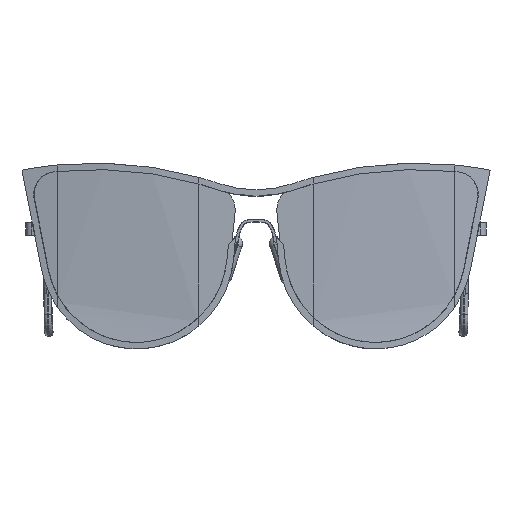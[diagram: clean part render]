
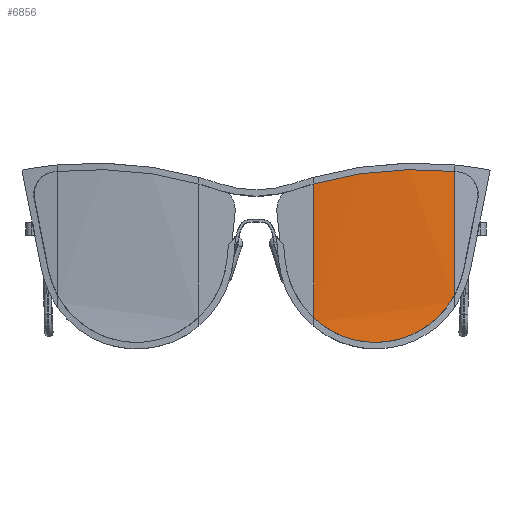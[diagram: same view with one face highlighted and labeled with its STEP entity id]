
A CAD part, top view. The second image highlights one B-rep face of the part: STEP entity #6856.
In plain terms, the highlighted cylindrical face has radius 250.8 mm (diameter 501.6 mm), a partial arc.
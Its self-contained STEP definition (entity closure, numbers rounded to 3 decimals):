
#6245 = EDGE_CURVE('',#6246,#6248,#6250,.T.);
#6246 = VERTEX_POINT('',#6247);
#6247 = CARTESIAN_POINT('',(61.314,31.689,
    -3.66));
#6248 = VERTEX_POINT('',#6249);
#6249 = CARTESIAN_POINT('',(17.763,27.851,0.15));
#6250 = B_SPLINE_CURVE_WITH_KNOTS('',3,(#6251,#6252,#6253,#6254,#6255,
    #6256,#6257,#6258,#6259,#6260),.UNSPECIFIED.,.F.,.F.,(4,2,2,2,4),(0.
    ,1.106,2.765,3.596,4.427),
  .UNSPECIFIED.);
#6251 = CARTESIAN_POINT('',(61.314,31.689,
    -3.66));
#6252 = CARTESIAN_POINT('',(57.701,32.048,
    -3.023));
#6253 = CARTESIAN_POINT('',(54.071,32.237,
    -2.465));
#6254 = CARTESIAN_POINT('',(44.945,32.284,
    -1.266));
#6255 = CARTESIAN_POINT('',(39.454,31.929,
    -0.73));
#6256 = CARTESIAN_POINT('',(31.257,30.826,
    -0.198));
#6257 = CARTESIAN_POINT('',(28.535,30.363,
    -0.067));
#6258 = CARTESIAN_POINT('',(23.123,29.249,
    0.107));
#6259 = CARTESIAN_POINT('',(20.456,28.604,0.15));
#6260 = CARTESIAN_POINT('',(17.763,27.851,0.15));
#6461 = EDGE_CURVE('',#6462,#6464,#6466,.T.);
#6462 = VERTEX_POINT('',#6463);
#6463 = CARTESIAN_POINT('',(17.763,-15.837,0.15));
#6464 = VERTEX_POINT('',#6465);
#6465 = CARTESIAN_POINT('',(61.314,-9.705,
    -3.66));
#6466 = B_SPLINE_CURVE_WITH_KNOTS('',3,(#6467,#6468,#6469,#6470,#6471,
    #6472,#6473,#6474,#6475,#6476,#6477,#6478),.UNSPECIFIED.,.F.,.F.,(4,
    2,2,2,2,4),(0.,0.38,0.941,1.508,
    2.042,2.442),.UNSPECIFIED.);
#6467 = CARTESIAN_POINT('',(17.763,-15.837,0.15));
#6468 = CARTESIAN_POINT('',(18.715,-16.67,0.15));
#6469 = CARTESIAN_POINT('',(20.301,-17.957,
    0.147));
#6470 = CARTESIAN_POINT('',(25.745,-21.071,
    0.044));
#6471 = CARTESIAN_POINT('',(29.317,-22.286,
    -0.089));
#6472 = CARTESIAN_POINT('',(36.755,-23.31,
    -0.542));
#6473 = CARTESIAN_POINT('',(40.552,-23.092,
    -0.861));
#6474 = CARTESIAN_POINT('',(47.626,-21.273,
    -1.61));
#6475 = CARTESIAN_POINT('',(50.859,-19.768,
    -2.026));
#6476 = CARTESIAN_POINT('',(55.89,-16.174,
    -2.756));
#6477 = CARTESIAN_POINT('',(58.814,-13.637,
    -3.219));
#6478 = CARTESIAN_POINT('',(61.314,-9.705,
    -3.66));
#6856 = ADVANCED_FACE('',(#6857),#6873,.T.);
#6857 = FACE_BOUND('',#6858,.T.);
#6858 = EDGE_LOOP('',(#6859,#6860,#6866,#6867));
#6859 = ORIENTED_EDGE('',*,*,#6461,.T.);
#6860 = ORIENTED_EDGE('',*,*,#6861,.F.);
#6861 = EDGE_CURVE('',#6246,#6464,#6862,.T.);
#6862 = LINE('',#6863,#6864);
#6863 = CARTESIAN_POINT('',(61.314,19.597,
    -3.66));
#6864 = VECTOR('',#6865,1.);
#6865 = DIRECTION('',(0.,-1.,0.));
#6866 = ORIENTED_EDGE('',*,*,#6245,.T.);
#6867 = ORIENTED_EDGE('',*,*,#6868,.F.);
#6868 = EDGE_CURVE('',#6462,#6248,#6869,.T.);
#6869 = LINE('',#6870,#6871);
#6870 = CARTESIAN_POINT('',(17.763,-4.166,0.15));
#6871 = VECTOR('',#6872,1.);
#6872 = DIRECTION('',(0.,1.,0.));
#6873 = CYLINDRICAL_SURFACE('',#6874,250.8);
#6874 = AXIS2_PLACEMENT_3D('',#6875,#6876,#6877);
#6875 = CARTESIAN_POINT('',(17.763,4.595,-250.65));
#6876 = DIRECTION('',(0.,1.,0.));
#6877 = DIRECTION('',(0.,0.,1.));
